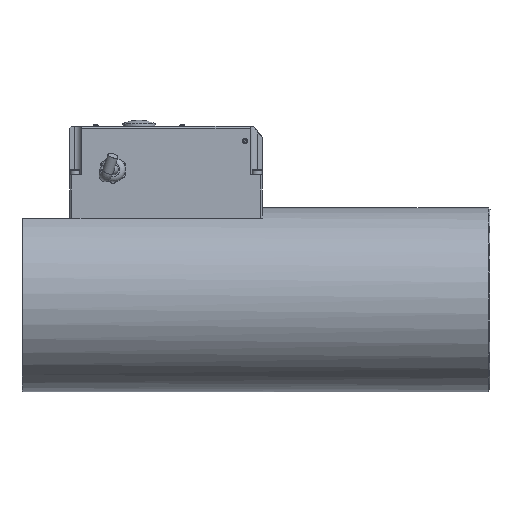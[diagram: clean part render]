
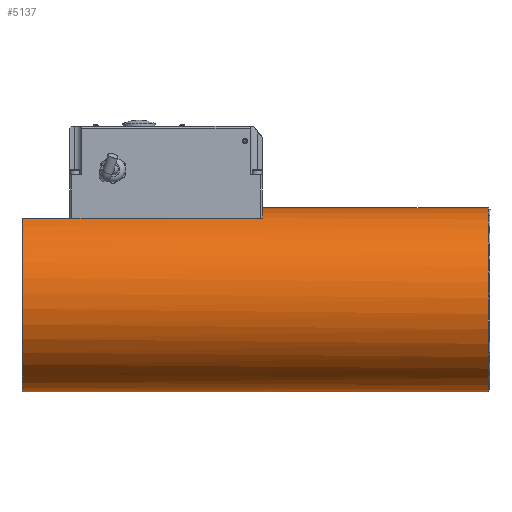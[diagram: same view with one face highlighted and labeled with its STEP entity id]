
A CAD part, front view. The second image highlights one B-rep face of the part: STEP entity #5137.
In plain terms, the highlighted cylindrical face has radius 53 mm (diameter 106 mm), a full revolution.
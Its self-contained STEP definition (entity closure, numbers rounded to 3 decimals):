
#292=LINE('',#7532,#596);
#294=LINE('',#7536,#598);
#596=VECTOR('',#6139,138.05);
#598=VECTOR('',#6141,138.05);
#846=CYLINDRICAL_SURFACE('',#5504,53.);
#956=FACE_BOUND('',#1517,.T.);
#1184=FACE_OUTER_BOUND('',#1516,.T.);
#1516=EDGE_LOOP('',(#3462));
#1517=EDGE_LOOP('',(#3463,#3464,#3465,#3466,#3467));
#1881=CIRCLE('',#5484,53.);
#1892=CIRCLE('',#5502,53.);
#1893=CIRCLE('',#5503,53.);
#1894=CIRCLE('',#5505,53.);
#2107=VERTEX_POINT('',#7522);
#2108=VERTEX_POINT('',#7526);
#2110=VERTEX_POINT('',#7531);
#2111=VERTEX_POINT('',#7533);
#2112=VERTEX_POINT('',#7535);
#2131=VERTEX_POINT('',#7582);
#2624=EDGE_CURVE('',#2107,#2107,#1881,.T.);
#2626=EDGE_CURVE('',#2110,#2108,#292,.T.);
#2628=EDGE_CURVE('',#2112,#2111,#294,.T.);
#2649=EDGE_CURVE('',#2112,#2131,#1892,.T.);
#2650=EDGE_CURVE('',#2131,#2108,#1893,.T.);
#2651=EDGE_CURVE('',#2111,#2110,#1894,.T.);
#3462=ORIENTED_EDGE('',*,*,#2624,.F.);
#3463=ORIENTED_EDGE('',*,*,#2650,.F.);
#3464=ORIENTED_EDGE('',*,*,#2649,.F.);
#3465=ORIENTED_EDGE('',*,*,#2628,.T.);
#3466=ORIENTED_EDGE('',*,*,#2651,.T.);
#3467=ORIENTED_EDGE('',*,*,#2626,.T.);
#5137=ADVANCED_FACE('',(#1184,#956),#846,.T.);
#5484=AXIS2_PLACEMENT_3D('',#7523,#6133,#6134);
#5502=AXIS2_PLACEMENT_3D('',#7583,#6181,#6182);
#5503=AXIS2_PLACEMENT_3D('',#7584,#6183,#6184);
#5504=AXIS2_PLACEMENT_3D('',#7585,#6185,#6186);
#5505=AXIS2_PLACEMENT_3D('',#7586,#6187,#6188);
#6133=DIRECTION('center_axis',(1.,0.,0.));
#6134=DIRECTION('ref_axis',(0.,-0.956,-0.292));
#6139=DIRECTION('',(-1.,0.,0.));
#6141=DIRECTION('',(1.,0.,0.));
#6181=DIRECTION('center_axis',(-1.,0.,0.));
#6182=DIRECTION('ref_axis',(0.,-0.5,-0.866));
#6183=DIRECTION('center_axis',(-1.,0.,0.));
#6184=DIRECTION('ref_axis',(0.,-0.5,-0.866));
#6185=DIRECTION('center_axis',(1.,0.,0.));
#6186=DIRECTION('ref_axis',(0.,0.5,0.866));
#6187=DIRECTION('center_axis',(1.,0.,0.));
#6188=DIRECTION('ref_axis',(0.,0.5,0.866));
#7522=CARTESIAN_POINT('',(189.9,52.691,-77.526));
#7523=CARTESIAN_POINT('Origin',(189.9,2.,-93.));
#7526=CARTESIAN_POINT('',(-78.3,-22.5,-46.003));
#7531=CARTESIAN_POINT('',(59.75,-22.5,-46.003));
#7532=CARTESIAN_POINT('',(-72.8,-22.5,-46.003));
#7533=CARTESIAN_POINT('',(59.75,26.5,-46.003));
#7535=CARTESIAN_POINT('',(-78.3,26.5,-46.003));
#7536=CARTESIAN_POINT('',(-72.8,26.5,-46.003));
#7582=CARTESIAN_POINT('',(-78.3,28.5,-47.101));
#7583=CARTESIAN_POINT('Origin',(-78.3,2.,-93.));
#7584=CARTESIAN_POINT('Origin',(-78.3,2.,-93.));
#7585=CARTESIAN_POINT('Origin',(-72.8,2.,-93.));
#7586=CARTESIAN_POINT('Origin',(59.75,2.,-93.));
